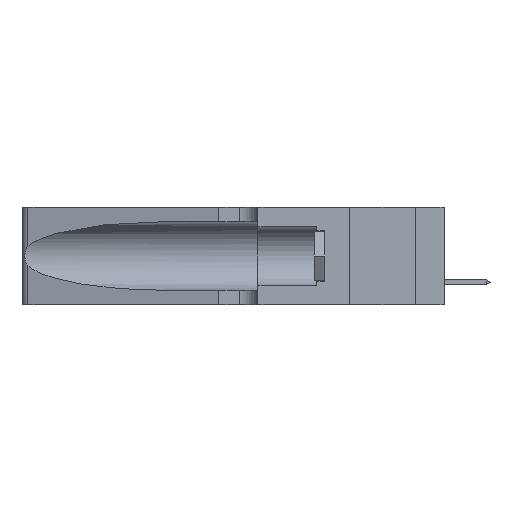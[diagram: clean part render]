
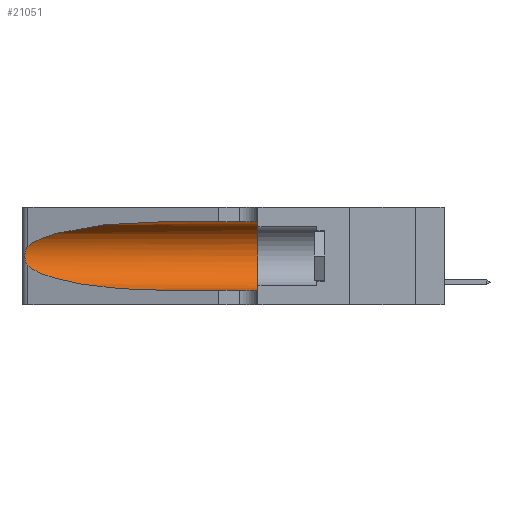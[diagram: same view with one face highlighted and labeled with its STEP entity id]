
A CAD part, left-side view. The second image highlights one B-rep face of the part: STEP entity #21051.
In plain terms, the highlighted cylindrical face has radius 3.308 mm (diameter 6.617 mm), a partial arc.
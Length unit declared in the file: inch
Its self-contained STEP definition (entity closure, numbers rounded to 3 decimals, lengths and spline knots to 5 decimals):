
#118 = CARTESIAN_POINT ( 'NONE',  ( 0.25787, 1.23484, 0.2124 ) ) ;
#811 = VECTOR ( 'NONE', #12737, 39.37008 ) ;
#1215 = EDGE_CURVE ( 'NONE', #2864, #30606, #7620, .T. ) ;
#1735 = LINE ( 'NONE', #28812, #811 ) ;
#1751 = CARTESIAN_POINT ( 'NONE',  ( 0.1305, 0.35, 0.185 ) ) ;
#2248 = EDGE_CURVE ( 'NONE', #25564, #8298, #13668, .T. ) ;
#2271 = CARTESIAN_POINT ( 'NONE',  ( 0.1305, 0.72297, 0.05475 ) ) ;
#2864 = VERTEX_POINT ( 'NONE', #2271 ) ;
#3082 = CARTESIAN_POINT ( 'NONE',  ( 0.25487, 1.22718, 0.14631 ) ) ;
#3269 = AXIS2_PLACEMENT_3D ( 'NONE', #24991, #5770, #33406 ) ;
#5229 = CARTESIAN_POINT ( 'NONE',  ( 0.26018, 1.23835, 0.19895 ) ) ;
#5350 = CARTESIAN_POINT ( 'NONE',  ( 0.25555, 1.22993, 0.14849 ) ) ;
#5770 = DIRECTION ( 'NONE',  ( 0., -1., 0. ) ) ;
#5799 = CARTESIAN_POINT ( 'NONE',  ( 0.2373, 1.15595, 0.08982 ) ) ;
#5840 =( BOUNDED_CURVE ( )  B_SPLINE_CURVE ( 3, ( #3082, #5799, #16845, #30167 ),
 .UNSPECIFIED., .F., .T. ) 
 B_SPLINE_CURVE_WITH_KNOTS ( ( 4, 4 ),
 ( 3.44316, 4.71239 ),
 .UNSPECIFIED. ) 
 CURVE ( )  GEOMETRIC_REPRESENTATION_ITEM ( )  RATIONAL_B_SPLINE_CURVE ( ( 1., 0.87, 0.87, 1. ) ) 
 REPRESENTATION_ITEM ( '' )  );
#6989 = B_SPLINE_CURVE_WITH_KNOTS ( 'NONE', 3,
 ( #7986, #21710, #10801, #118, #29681, #5229, #21596, #10909, #24331, #26945, #26831, #29808, #5350, #35008 ),
 .UNSPECIFIED., .F., .F.,
 ( 4, 2, 2, 2, 2, 2, 4 ),
 ( 0., 0.00027, 0.00053, 0.00107, 0.0016, 0.00187, 0.00214 ),
 .UNSPECIFIED. ) ;
#7620 = LINE ( 'NONE', #28481, #25389 ) ;
#7983 = EDGE_CURVE ( 'NONE', #8298, #21485, #6989, .T. ) ;
#7986 = CARTESIAN_POINT ( 'NONE',  ( 0.25487, 1.22718, 0.22369 ) ) ;
#8298 = VERTEX_POINT ( 'NONE', #15259 ) ;
#8769 = EDGE_LOOP ( 'NONE', ( #32843, #30416, #13449, #33383, #21842, #24385 ) ) ;
#9142 = EDGE_CURVE ( 'NONE', #14564, #30606, #18733, .T. ) ;
#10801 = CARTESIAN_POINT ( 'NONE',  ( 0.25639, 1.23184, 0.21858 ) ) ;
#10909 = CARTESIAN_POINT ( 'NONE',  ( 0.26075, 1.23896, 0.178 ) ) ;
#11117 = AXIS2_PLACEMENT_3D ( 'NONE', #1751, #28558, #23437 ) ;
#12737 = DIRECTION ( 'NONE',  ( 0., -1., 0. ) ) ;
#13222 = CARTESIAN_POINT ( 'NONE',  ( 0.1305, 0.35, 0.31525 ) ) ;
#13449 = ORIENTED_EDGE ( 'NONE', *, *, #33552, .T. ) ;
#13668 =( BOUNDED_CURVE ( )  B_SPLINE_CURVE ( 3, ( #30399, #22539, #28021, #17454 ),
 .UNSPECIFIED., .F., .F. ) 
 B_SPLINE_CURVE_WITH_KNOTS ( ( 4, 4 ),
 ( 1.5708, 2.84003 ),
 .UNSPECIFIED. ) 
 CURVE ( )  GEOMETRIC_REPRESENTATION_ITEM ( )  RATIONAL_B_SPLINE_CURVE ( ( 1., 0.87, 0.87, 1. ) ) 
 REPRESENTATION_ITEM ( '' )  );
#14564 = VERTEX_POINT ( 'NONE', #13222 ) ;
#15259 = CARTESIAN_POINT ( 'NONE',  ( 0.25487, 1.22718, 0.22369 ) ) ;
#16845 = CARTESIAN_POINT ( 'NONE',  ( 0.18966, 0.96281, 0.05475 ) ) ;
#17454 = CARTESIAN_POINT ( 'NONE',  ( 0.25487, 1.22718, 0.22369 ) ) ;
#18512 = CYLINDRICAL_SURFACE ( 'NONE', #3269, 0.13025 ) ;
#18733 = CIRCLE ( 'NONE', #11117, 0.13025 ) ;
#18894 = FACE_OUTER_BOUND ( 'NONE', #8769, .T. ) ;
#20333 = CARTESIAN_POINT ( 'NONE',  ( 0.1305, 0.35, 0.05475 ) ) ;
#21051 = ADVANCED_FACE ( 'NONE', ( #18894 ), #18512, .F. ) ;
#21485 = VERTEX_POINT ( 'NONE', #30045 ) ;
#21596 = CARTESIAN_POINT ( 'NONE',  ( 0.26075, 1.23896, 0.19203 ) ) ;
#21710 = CARTESIAN_POINT ( 'NONE',  ( 0.25555, 1.22994, 0.2215 ) ) ;
#21842 = ORIENTED_EDGE ( 'NONE', *, *, #9142, .F. ) ;
#22539 = CARTESIAN_POINT ( 'NONE',  ( 0.18966, 0.96281, 0.31525 ) ) ;
#23239 = DIRECTION ( 'NONE',  ( 0., -1., 0. ) ) ;
#23437 = DIRECTION ( 'NONE',  ( 0., 0., 1. ) ) ;
#23553 = CARTESIAN_POINT ( 'NONE',  ( 0.1305, 0.72297, 0.31525 ) ) ;
#24331 = CARTESIAN_POINT ( 'NONE',  ( 0.26017, 1.23833, 0.17102 ) ) ;
#24385 = ORIENTED_EDGE ( 'NONE', *, *, #26275, .F. ) ;
#24991 = CARTESIAN_POINT ( 'NONE',  ( 0.1305, 1.61858, 0.185 ) ) ;
#25389 = VECTOR ( 'NONE', #23239, 39.37008 ) ;
#25564 = VERTEX_POINT ( 'NONE', #23553 ) ;
#26275 = EDGE_CURVE ( 'NONE', #25564, #14564, #1735, .T. ) ;
#26831 = CARTESIAN_POINT ( 'NONE',  ( 0.25789, 1.23486, 0.15765 ) ) ;
#26945 = CARTESIAN_POINT ( 'NONE',  ( 0.25856, 1.23593, 0.16098 ) ) ;
#28021 = CARTESIAN_POINT ( 'NONE',  ( 0.2373, 1.15595, 0.28018 ) ) ;
#28481 = CARTESIAN_POINT ( 'NONE',  ( 0.1305, 1.61858, 0.05475 ) ) ;
#28558 = DIRECTION ( 'NONE',  ( 0., 1., 0. ) ) ;
#28812 = CARTESIAN_POINT ( 'NONE',  ( 0.1305, 1.61858, 0.31525 ) ) ;
#29681 = CARTESIAN_POINT ( 'NONE',  ( 0.25854, 1.2359, 0.20912 ) ) ;
#29808 = CARTESIAN_POINT ( 'NONE',  ( 0.25639, 1.23186, 0.15144 ) ) ;
#30045 = CARTESIAN_POINT ( 'NONE',  ( 0.25487, 1.22718, 0.14631 ) ) ;
#30167 = CARTESIAN_POINT ( 'NONE',  ( 0.1305, 0.72297, 0.05475 ) ) ;
#30399 = CARTESIAN_POINT ( 'NONE',  ( 0.1305, 0.72297, 0.31525 ) ) ;
#30416 = ORIENTED_EDGE ( 'NONE', *, *, #7983, .T. ) ;
#30606 = VERTEX_POINT ( 'NONE', #20333 ) ;
#32843 = ORIENTED_EDGE ( 'NONE', *, *, #2248, .T. ) ;
#33383 = ORIENTED_EDGE ( 'NONE', *, *, #1215, .T. ) ;
#33406 = DIRECTION ( 'NONE',  ( 0., 0., -1. ) ) ;
#33552 = EDGE_CURVE ( 'NONE', #21485, #2864, #5840, .T. ) ;
#35008 = CARTESIAN_POINT ( 'NONE',  ( 0.25487, 1.22718, 0.14631 ) ) ;
